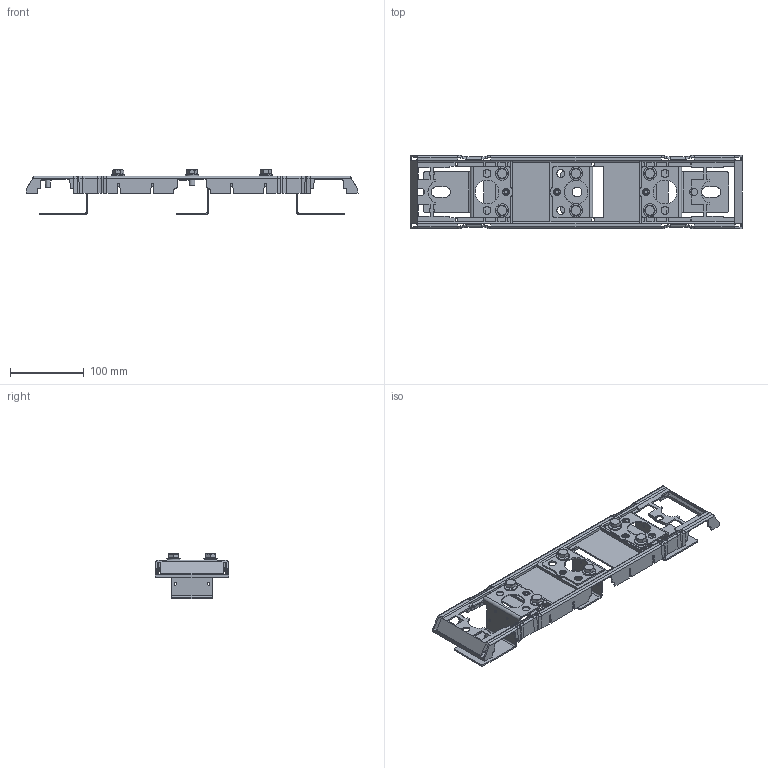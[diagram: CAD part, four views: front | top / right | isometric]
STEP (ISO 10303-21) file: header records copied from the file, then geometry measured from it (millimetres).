
FILE_DESCRIPTION(('CATIA V5 STEP'),'2;1');
FILE_NAME('L8500897_Adapterleiste_Al185_SL00_100_52.stp','2011-12-08T16:38:28+00:00',('none'),('Jean Müller GmbH'),'CATIA Version 5 Release 19 SP 9 (IN-10)','CATIA V5 STEP AP214','none');
FILE_SCHEMA(('AUTOMOTIVE_DESIGN { 1 0 10303 214 1 1 1 1 }'));
Length unit declared in the file: millimetre
Products named in the file (7): L8500897_Adapterleiste AL185-SL00/100/52; 67315_Sechskantschraube  M8x16_DIN933; 66901_Spannscheibe DIN 6796-8; 155991_08_Adapterwinkel 52mm tief als U ; 155991_09_Adapterwinkel 52mm tief als Z; 68116_Senkschraube 4x13; 33581_98_Adapterleiste_IGES
Assembly tree (19 placements, depth 2):
  L8500897_Adapterleiste AL185-SL00/100/52
    67315_Sechskantschraube  M8x16_DIN933  x6
    66901_Spannscheibe DIN 6796-8  x6
    155991_08_Adapterwinkel 52mm tief als U 
    155991_09_Adapterwinkel 52mm tief als Z  x2
    68116_Senkschraube 4x13  x3
    33581_98_Adapterleiste_IGES
Bounding box: 449.6 x 99.5 x 61.05 mm (x, y, z)
Volume: 161736 mm3; surface area: 170448.3 mm2
Topology: 19 solids, 19 shells, 1112 faces, 3233 edges, 2126 vertices
Faces by surface type: plane 653, cylinder 273, cone 148, torus 38
Entity records: 35188 total; most frequent: ORIENTED_EDGE 5458, CARTESIAN_POINT 5368, DIRECTION 4135, EDGE_CURVE 2729, VECTOR 2047, LINE 2047, VERTEX_POINT 1810, AXIS2_PLACEMENT_3D 1295
